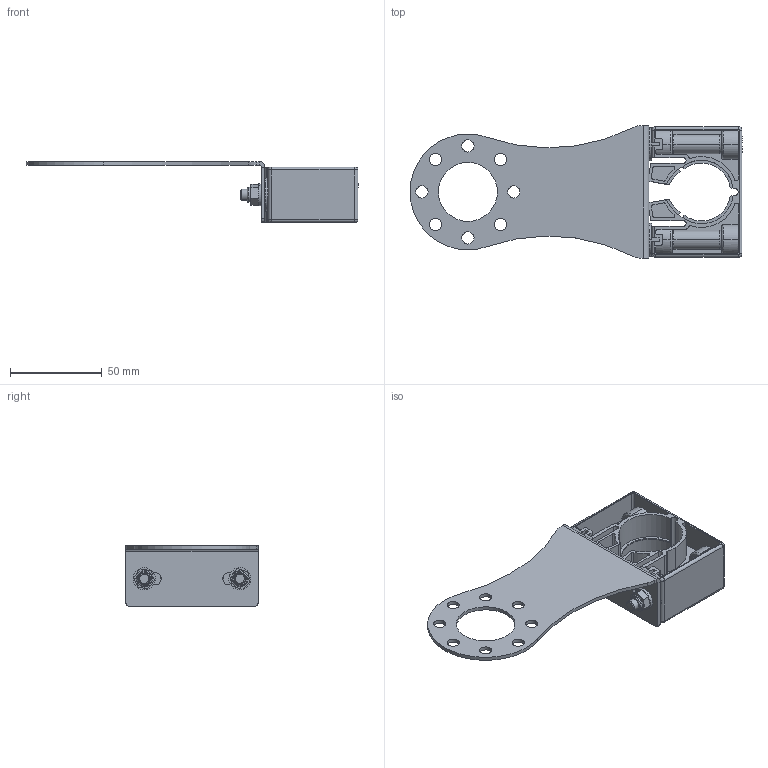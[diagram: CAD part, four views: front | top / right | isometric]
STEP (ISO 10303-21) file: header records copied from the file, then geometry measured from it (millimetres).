
FILE_DESCRIPTION (( 'STEP AP203' ), '1' );
FILE_NAME ('P8243-2.STEP', '2020-11-18T14:00:07', ( '' ), ( '' ), 'SwSTEP 2.0', 'SolidWorks 2019', '' );
FILE_SCHEMA (( 'CONFIG_CONTROL_DESIGN' ));
Length unit declared in the file: millimetre
Products named in the file (1): P8243-2
Bounding box: 180.5 x 72 x 33 mm (x, y, z)
Volume: 51011.8 mm3; surface area: 52796.6 mm2
Topology: 10 solids, 10 shells, 556 faces, 1457 edges, 954 vertices
Faces by surface type: plane 238, cylinder 214, bspline 68, torus 28, cone 8
Entity records: 20905 total; most frequent: CARTESIAN_POINT 7193, ORIENTED_EDGE 2914, DIRECTION 2739, EDGE_CURVE 1457, AXIS2_PLACEMENT_3D 977, VERTEX_POINT 954, VECTOR 785, LINE 785
